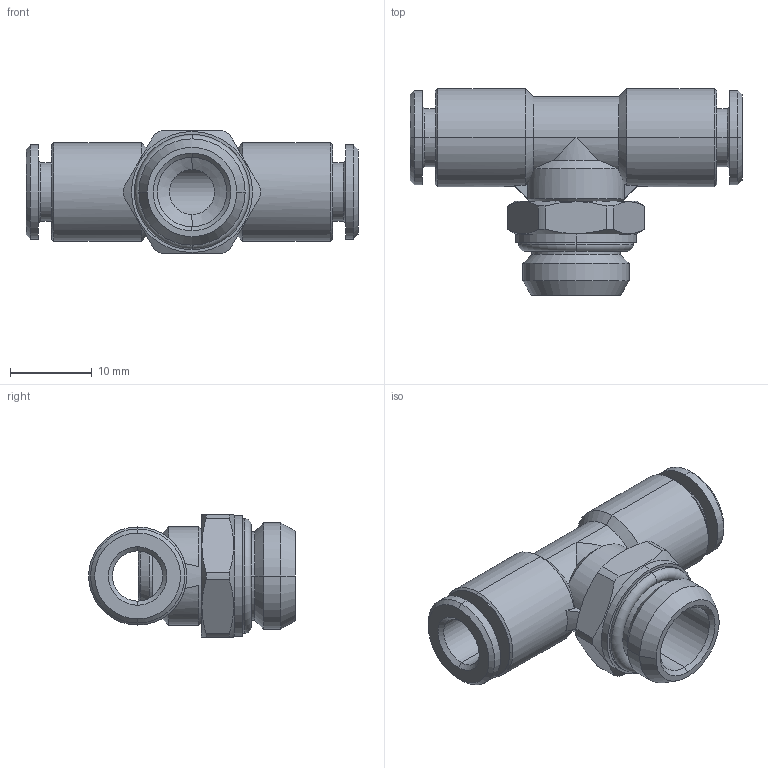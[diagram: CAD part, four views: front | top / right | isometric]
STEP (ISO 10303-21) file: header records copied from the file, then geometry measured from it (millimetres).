
FILE_DESCRIPTION (( 'STEP AP203' ), '1' );
FILE_NAME ('B0120032.STEP', '2011-03-31T06:34:36', ( '' ), ( 'sopra-pneumatic' ), 'SwSTEP 2.0', 'SolidWorks 2009', '' );
FILE_SCHEMA (( 'CONFIG_CONTROL_DESIGN' ));
Length unit declared in the file: millimetre
Products named in the file (1): B0120032
Bounding box: 40.6 x 25.3 x 15 mm (x, y, z)
Volume: 4158.2 mm3; surface area: 4117.6 mm2
Topology: 2 solids, 2 shells, 139 faces, 323 edges, 194 vertices
Faces by surface type: cylinder 50, cone 47, plane 38, torus 4
Entity records: 4147 total; most frequent: CARTESIAN_POINT 894, DIRECTION 697, ORIENTED_EDGE 646, EDGE_CURVE 323, AXIS2_PLACEMENT_3D 281, VERTEX_POINT 194, EDGE_LOOP 151, CIRCLE 141
